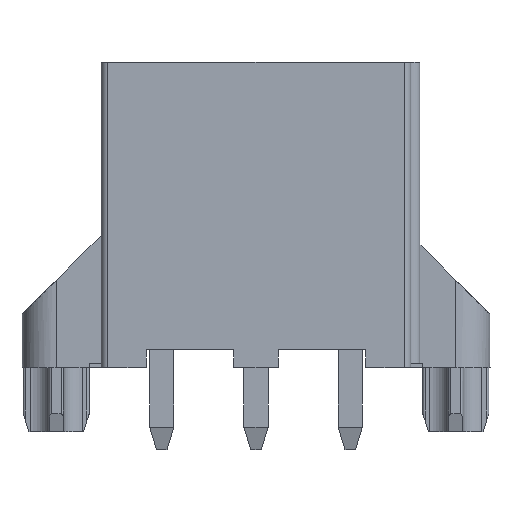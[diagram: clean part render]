
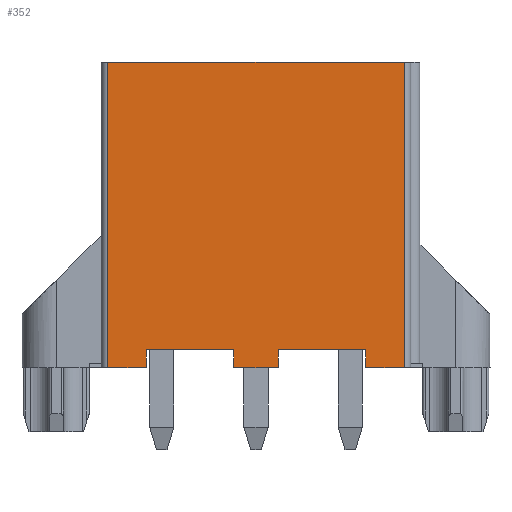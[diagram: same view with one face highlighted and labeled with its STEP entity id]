
A CAD part, front view. The second image highlights one B-rep face of the part: STEP entity #352.
In plain terms, the highlighted planar face has unit normal (0, -1, 0).
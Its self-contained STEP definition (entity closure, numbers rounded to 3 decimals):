
#352 = ADVANCED_FACE( '', ( #907 ), #908, .T. );
#907 = FACE_OUTER_BOUND( '', #1470, .T. );
#908 = PLANE( '', #1471 );
#1470 = EDGE_LOOP( '', ( #3622, #3623, #3624, #3625, #3626, #3627, #3628, #3629, #3630, #3631, #3632, #3633 ) );
#1471 = AXIS2_PLACEMENT_3D( '', #3634, #3635, #3636 );
#3622 = ORIENTED_EDGE( '', *, *, #3906, .F. );
#3623 = ORIENTED_EDGE( '', *, *, #3868, .T. );
#3624 = ORIENTED_EDGE( '', *, *, #4149, .F. );
#3625 = ORIENTED_EDGE( '', *, *, #4274, .F. );
#3626 = ORIENTED_EDGE( '', *, *, #4009, .T. );
#3627 = ORIENTED_EDGE( '', *, *, #3860, .T. );
#3628 = ORIENTED_EDGE( '', *, *, #4078, .T. );
#3629 = ORIENTED_EDGE( '', *, *, #4199, .T. );
#3630 = ORIENTED_EDGE( '', *, *, #4359, .F. );
#3631 = ORIENTED_EDGE( '', *, *, #4264, .T. );
#3632 = ORIENTED_EDGE( '', *, *, #4262, .T. );
#3633 = ORIENTED_EDGE( '', *, *, #4196, .T. );
#3634 = CARTESIAN_POINT( '', ( -6.6, -4.8, 6.8 ) );
#3635 = DIRECTION( '', ( 0., -1., 0. ) );
#3636 = DIRECTION( '', ( 0., 0., -1. ) );
#3860 = EDGE_CURVE( '', #4708, #4709, #4710, .T. );
#3868 = EDGE_CURVE( '', #4725, #4723, #4726, .T. );
#3906 = EDGE_CURVE( '', #4725, #4796, #4797, .T. );
#4009 = EDGE_CURVE( '', #4975, #4708, #4976, .T. );
#4078 = EDGE_CURVE( '', #4709, #5095, #5097, .T. );
#4149 = EDGE_CURVE( '', #5200, #4723, #5201, .T. );
#4196 = EDGE_CURVE( '', #5276, #4796, #5277, .T. );
#4199 = EDGE_CURVE( '', #5095, #5279, #5281, .T. );
#4262 = EDGE_CURVE( '', #5365, #5276, #5366, .T. );
#4264 = EDGE_CURVE( '', #5368, #5365, #5369, .T. );
#4274 = EDGE_CURVE( '', #4975, #5200, #5381, .T. );
#4359 = EDGE_CURVE( '', #5368, #5279, #5501, .T. );
#4708 = VERTEX_POINT( '', #6095 );
#4709 = VERTEX_POINT( '', #6096 );
#4710 = LINE( '', #6097, #6098 );
#4723 = VERTEX_POINT( '', #6116 );
#4725 = VERTEX_POINT( '', #6118 );
#4726 = LINE( '', #6119, #6120 );
#4796 = VERTEX_POINT( '', #6227 );
#4797 = LINE( '', #6228, #6229 );
#4975 = VERTEX_POINT( '', #6563 );
#4976 = LINE( '', #6564, #6565 );
#5095 = VERTEX_POINT( '', #6777 );
#5097 = LINE( '', #6780, #6781 );
#5200 = VERTEX_POINT( '', #6953 );
#5201 = LINE( '', #6954, #6955 );
#5276 = VERTEX_POINT( '', #7075 );
#5277 = LINE( '', #7076, #7077 );
#5279 = VERTEX_POINT( '', #7080 );
#5281 = LINE( '', #7083, #7084 );
#5365 = VERTEX_POINT( '', #7228 );
#5366 = LINE( '', #7229, #7230 );
#5368 = VERTEX_POINT( '', #7233 );
#5369 = LINE( '', #7234, #7235 );
#5381 = LINE( '', #7256, #7257 );
#5501 = LINE( '', #7457, #7458 );
#6095 = CARTESIAN_POINT( '', ( -6.6, -4.8, -6.8 ) );
#6096 = CARTESIAN_POINT( '', ( -4.9, -4.8, -6.8 ) );
#6097 = CARTESIAN_POINT( '', ( -6.6, -4.8, -6.8 ) );
#6098 = VECTOR( '', #7736, 1000. );
#6116 = CARTESIAN_POINT( '', ( 6.6, -4.8, -6.8 ) );
#6118 = CARTESIAN_POINT( '', ( 4.9, -4.8, -6.8 ) );
#6119 = CARTESIAN_POINT( '', ( 4.9, -4.8, -6.8 ) );
#6120 = VECTOR( '', #7748, 1000. );
#6227 = CARTESIAN_POINT( '', ( 4.9, -4.8, -6. ) );
#6228 = CARTESIAN_POINT( '', ( 4.9, -4.8, -6.8 ) );
#6229 = VECTOR( '', #7786, 1000. );
#6563 = CARTESIAN_POINT( '', ( -6.6, -4.8, 6.8 ) );
#6564 = CARTESIAN_POINT( '', ( -6.6, -4.8, 6.8 ) );
#6565 = VECTOR( '', #7892, 1000. );
#6777 = CARTESIAN_POINT( '', ( -4.9, -4.8, -6. ) );
#6780 = CARTESIAN_POINT( '', ( -4.9, -4.8, -6.8 ) );
#6781 = VECTOR( '', #7965, 1000. );
#6953 = CARTESIAN_POINT( '', ( 6.6, -4.8, 6.8 ) );
#6954 = CARTESIAN_POINT( '', ( 6.6, -4.8, 6.8 ) );
#6955 = VECTOR( '', #8038, 1000. );
#7075 = CARTESIAN_POINT( '', ( 1., -4.8, -6. ) );
#7076 = CARTESIAN_POINT( '', ( 1., -4.8, -6. ) );
#7077 = VECTOR( '', #8087, 1000. );
#7080 = CARTESIAN_POINT( '', ( -1., -4.8, -6. ) );
#7083 = CARTESIAN_POINT( '', ( -4.9, -4.8, -6. ) );
#7084 = VECTOR( '', #8090, 1000. );
#7228 = CARTESIAN_POINT( '', ( 1., -4.8, -6.8 ) );
#7229 = CARTESIAN_POINT( '', ( 1., -4.8, -6.8 ) );
#7230 = VECTOR( '', #8157, 1000. );
#7233 = CARTESIAN_POINT( '', ( -1., -4.8, -6.8 ) );
#7234 = CARTESIAN_POINT( '', ( -1., -4.8, -6.8 ) );
#7235 = VECTOR( '', #8159, 1000. );
#7256 = CARTESIAN_POINT( '', ( -6.6, -4.8, 6.8 ) );
#7257 = VECTOR( '', #8169, 1000. );
#7457 = CARTESIAN_POINT( '', ( -1., -4.8, -6.8 ) );
#7458 = VECTOR( '', #8262, 1000. );
#7736 = DIRECTION( '', ( 1., 0., 0. ) );
#7748 = DIRECTION( '', ( 1., 0., 0. ) );
#7786 = DIRECTION( '', ( 0., 0., 1. ) );
#7892 = DIRECTION( '', ( 0., 0., -1. ) );
#7965 = DIRECTION( '', ( 0., 0., 1. ) );
#8038 = DIRECTION( '', ( 0., 0., -1. ) );
#8087 = DIRECTION( '', ( 1., 0., 0. ) );
#8090 = DIRECTION( '', ( 1., 0., 0. ) );
#8157 = DIRECTION( '', ( 0., 0., 1. ) );
#8159 = DIRECTION( '', ( 1., 0., 0. ) );
#8169 = DIRECTION( '', ( 1., 0., 0. ) );
#8262 = DIRECTION( '', ( 0., 0., 1. ) );
